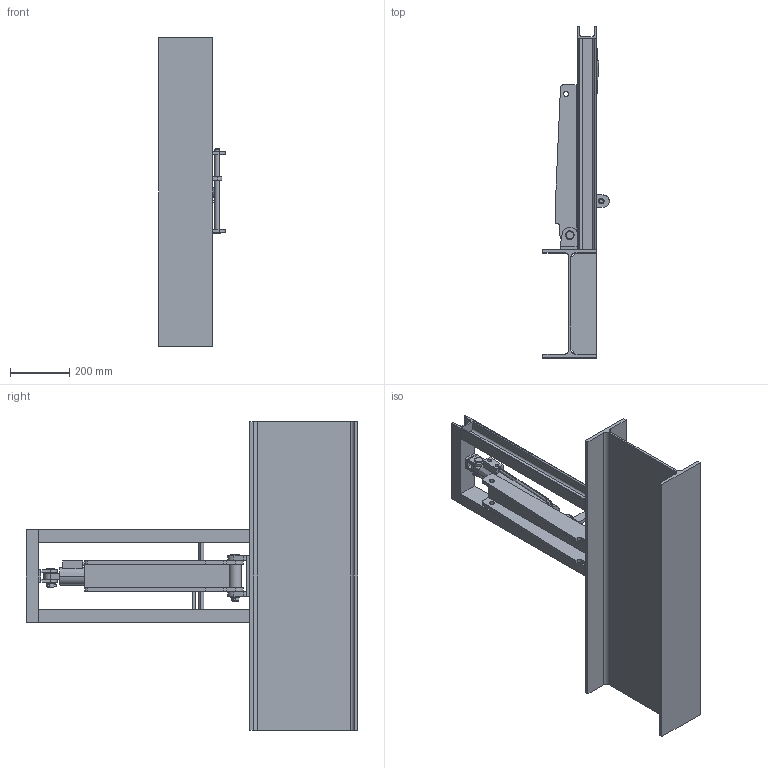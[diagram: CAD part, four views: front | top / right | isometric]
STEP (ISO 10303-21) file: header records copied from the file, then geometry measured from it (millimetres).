
FILE_DESCRIPTION(('FreeCAD Model'),'2;1');
FILE_NAME('Open CASCADE Shape Model','2025-05-07T18:54:48',('FreeCAD'),( 'FreeCAD'),'Open CASCADE STEP processor 7.6','FreeCAD','Unknown');
FILE_SCHEMA(('AUTOMOTIVE_DESIGN { 1 0 10303 214 1 1 1 1 }'));
Length unit declared in the file: millimetre
Products named in the file (1): Open CASCADE STEP translator 7.6 1
Bounding box: 224.38 x 1121.54 x 1043.78 mm (x, y, z)
Volume: 12017469.3 mm3; surface area: 2721540.1 mm2
Topology: 34 solids, 35 shells, 440 faces, 1014 edges, 647 vertices
Faces by surface type: bspline 440
Entity records: 13296 total; most frequent: CARTESIAN_POINT 7243, ORIENTED_EDGE 2028, EDGE_CURVE 1014, VERTEX_POINT 647, B_SPLINE_CURVE_WITH_KNOTS 628, FACE_BOUND 493, EDGE_LOOP 493, ADVANCED_FACE 440
